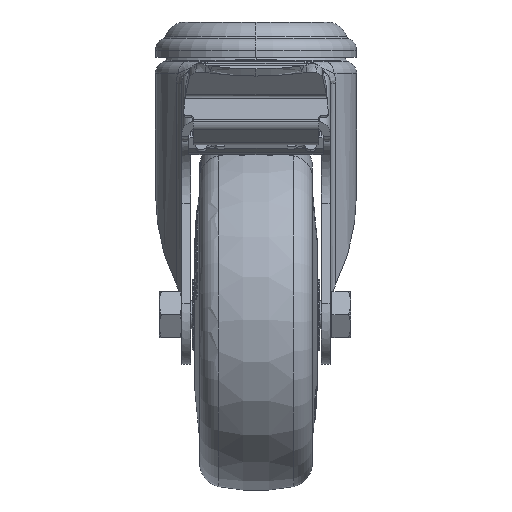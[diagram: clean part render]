
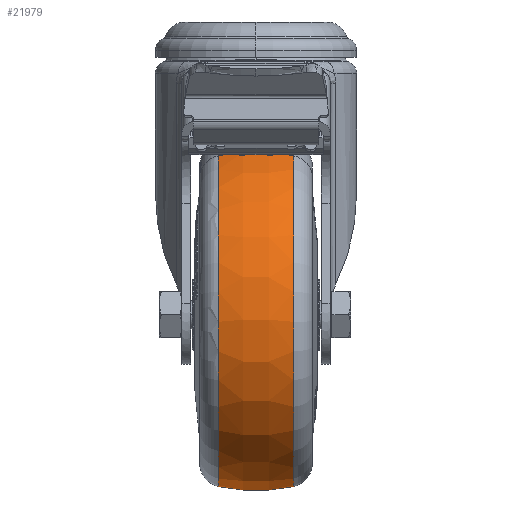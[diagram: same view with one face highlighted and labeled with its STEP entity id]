
A CAD part, top view. The second image highlights one B-rep face of the part: STEP entity #21979.
In plain terms, the highlighted toroidal (fillet/blend) face has major radius 5 mm and minor radius 45 mm.
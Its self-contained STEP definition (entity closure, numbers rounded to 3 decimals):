
#762 = DIRECTION ( 'NONE',  ( 0., 0., 1. ) ) ;
#4207 = VERTEX_POINT ( 'NONE', #56418 ) ;
#4894 = CARTESIAN_POINT ( 'NONE',  ( 0., 0., -5. ) ) ;
#15407 = DIRECTION ( 'NONE',  ( 1., 0., 0. ) ) ;
#16743 = AXIS2_PLACEMENT_3D ( 'NONE', #93184, #52440, #125702 ) ;
#17665 = CIRCLE ( 'NONE', #45624, 45. ) ;
#21979 = ADVANCED_FACE ( 'NONE', ( #62842 ), #64431, .T. ) ;
#22416 = VERTEX_POINT ( 'NONE', #62851 ) ;
#22958 = CARTESIAN_POINT ( 'NONE',  ( -10.658, 0., 0. ) ) ;
#28702 = VERTEX_POINT ( 'NONE', #94708 ) ;
#29435 = EDGE_LOOP ( 'NONE', ( #46162, #40933, #55676, #114068 ) ) ;
#30108 = DIRECTION ( 'NONE',  ( 0., 1., 0. ) ) ;
#33463 = DIRECTION ( 'NONE',  ( 0., 0., -1. ) ) ;
#40933 = ORIENTED_EDGE ( 'NONE', *, *, #67177, .T. ) ;
#45624 = AXIS2_PLACEMENT_3D ( 'NONE', #92775, #30108, #103292 ) ;
#46162 = ORIENTED_EDGE ( 'NONE', *, *, #62316, .T. ) ;
#48667 = CARTESIAN_POINT ( 'NONE',  ( -10.658, 0., 48.72 ) ) ;
#52440 = DIRECTION ( 'NONE',  ( 1., 0., 0. ) ) ;
#54283 = AXIS2_PLACEMENT_3D ( 'NONE', #126141, #63454, #762 ) ;
#54518 = EDGE_CURVE ( 'NONE', #22416, #28702, #56264, .T. ) ;
#55676 = ORIENTED_EDGE ( 'NONE', *, *, #57503, .T. ) ;
#56264 = CIRCLE ( 'NONE', #59987, 45. ) ;
#56418 = CARTESIAN_POINT ( 'NONE',  ( 10.658, 0., 48.72 ) ) ;
#57503 = EDGE_CURVE ( 'NONE', #4207, #28702, #114626, .T. ) ;
#59987 = AXIS2_PLACEMENT_3D ( 'NONE', #4894, #78095, #15407 ) ;
#62316 = EDGE_CURVE ( 'NONE', #22416, #116766, #129523, .T. ) ;
#62842 = FACE_OUTER_BOUND ( 'NONE', #29435, .T. ) ;
#62851 = CARTESIAN_POINT ( 'NONE',  ( -10.658, 0., -48.72 ) ) ;
#63454 = DIRECTION ( 'NONE',  ( -1., 0., 0. ) ) ;
#64431 = TOROIDAL_SURFACE ( 'NONE', #16743, 5., 45. ) ;
#67177 = EDGE_CURVE ( 'NONE', #116766, #4207, #17665, .T. ) ;
#78095 = DIRECTION ( 'NONE',  ( 0., -1., 0. ) ) ;
#92775 = CARTESIAN_POINT ( 'NONE',  ( 0., 0., 5. ) ) ;
#93184 = CARTESIAN_POINT ( 'NONE',  ( 0., 0., 0. ) ) ;
#94708 = CARTESIAN_POINT ( 'NONE',  ( 10.658, 0., -48.72 ) ) ;
#96171 = DIRECTION ( 'NONE',  ( 1., 0., 0. ) ) ;
#103292 = DIRECTION ( 'NONE',  ( 0., 0., 1. ) ) ;
#109278 = AXIS2_PLACEMENT_3D ( 'NONE', #22958, #96171, #33463 ) ;
#114068 = ORIENTED_EDGE ( 'NONE', *, *, #54518, .F. ) ;
#114626 = CIRCLE ( 'NONE', #54283, 48.72 ) ;
#116766 = VERTEX_POINT ( 'NONE', #48667 ) ;
#125702 = DIRECTION ( 'NONE',  ( 0., 0., -1. ) ) ;
#126141 = CARTESIAN_POINT ( 'NONE',  ( 10.658, 0., 0. ) ) ;
#129523 = CIRCLE ( 'NONE', #109278, 48.72 ) ;
